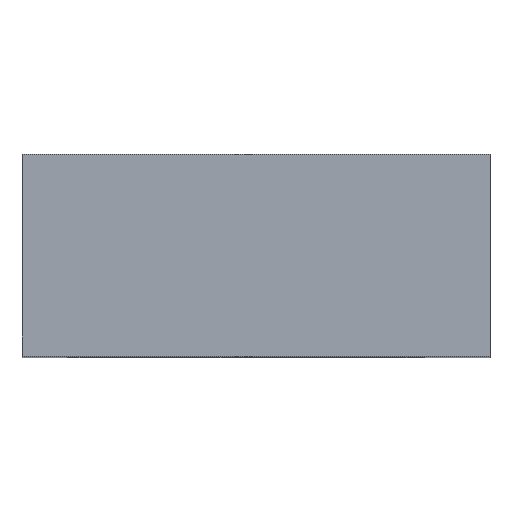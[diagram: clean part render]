
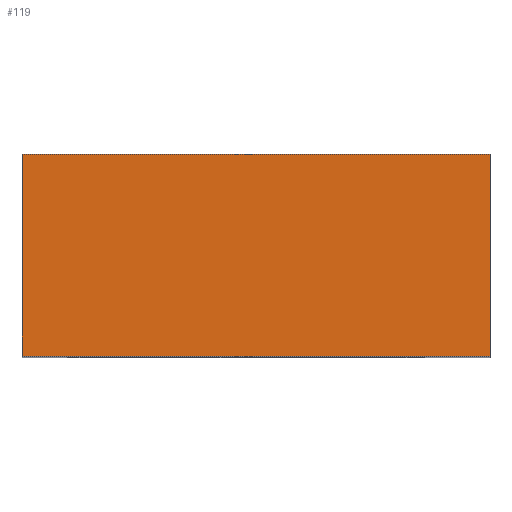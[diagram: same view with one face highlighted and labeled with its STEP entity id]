
A CAD part, top view. The second image highlights one B-rep face of the part: STEP entity #119.
In plain terms, the highlighted planar face has unit normal (0, 0, 1).
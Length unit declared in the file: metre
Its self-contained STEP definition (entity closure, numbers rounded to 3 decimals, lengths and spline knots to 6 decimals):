
#14=LINE('',#190,#26);
#17=LINE('',#196,#29);
#18=LINE('',#198,#30);
#19=LINE('',#200,#31);
#26=VECTOR('',#156,1.);
#29=VECTOR('',#161,1.);
#30=VECTOR('',#162,1.);
#31=VECTOR('',#163,1.);
#42=ORIENTED_EDGE('',*,*,#70,.T.);
#43=ORIENTED_EDGE('',*,*,#71,.F.);
#44=ORIENTED_EDGE('',*,*,#72,.F.);
#45=ORIENTED_EDGE('',*,*,#67,.T.);
#67=EDGE_CURVE('',#82,#80,#14,.T.);
#70=EDGE_CURVE('',#80,#84,#17,.T.);
#71=EDGE_CURVE('',#85,#84,#18,.T.);
#72=EDGE_CURVE('',#82,#85,#19,.T.);
#80=VERTEX_POINT('',#188);
#82=VERTEX_POINT('',#191);
#84=VERTEX_POINT('',#197);
#85=VERTEX_POINT('',#199);
#93=EDGE_LOOP('',(#42,#43,#44,#45));
#103=FACE_BOUND('',#93,.T.);
#112=PLANE('',#141);
#119=ADVANCED_FACE('',(#103),#112,.F.);
#141=AXIS2_PLACEMENT_3D('',#195,#159,#160);
#156=DIRECTION('',(1.,0.,0.));
#159=DIRECTION('',(0.,0.,-1.));
#160=DIRECTION('',(-1.,0.,0.));
#161=DIRECTION('',(0.,1.,0.));
#162=DIRECTION('',(1.,0.,0.));
#163=DIRECTION('',(0.,1.,0.));
#188=CARTESIAN_POINT('',(0.13335,-0.0487,0.079359));
#190=CARTESIAN_POINT('',(0.121564,-0.0487,0.079359));
#191=CARTESIAN_POINT('',(0.121564,-0.0487,0.079359));
#195=CARTESIAN_POINT('',(0.121564,-0.04616,0.079359));
#196=CARTESIAN_POINT('',(0.13335,-0.04616,0.079359));
#197=CARTESIAN_POINT('',(0.13335,-0.04362,0.079359));
#198=CARTESIAN_POINT('',(0.121564,-0.04362,0.079359));
#199=CARTESIAN_POINT('',(0.121564,-0.04362,0.079359));
#200=CARTESIAN_POINT('',(0.121564,-0.04616,0.079359));
